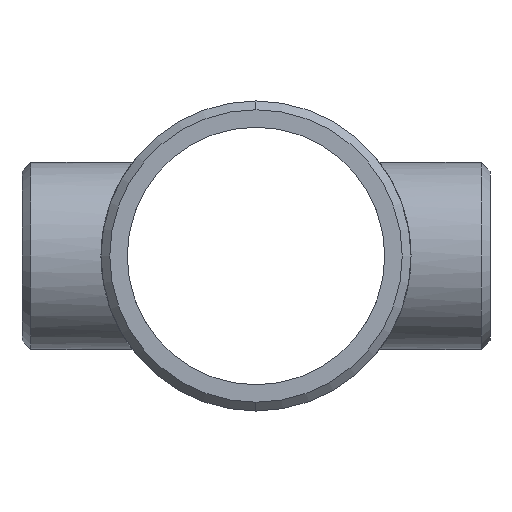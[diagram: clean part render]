
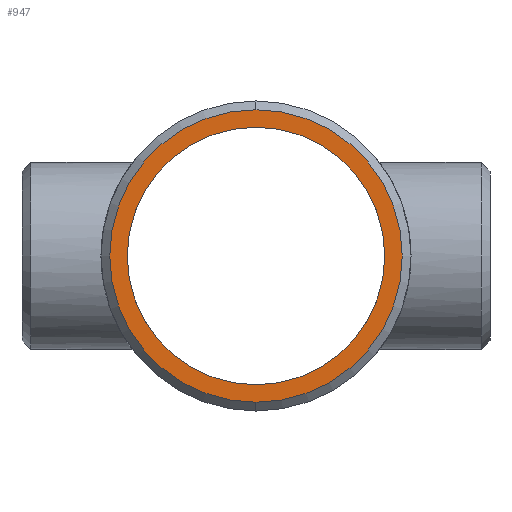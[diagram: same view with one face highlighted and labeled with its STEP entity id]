
A CAD part, left-side view. The second image highlights one B-rep face of the part: STEP entity #947.
In plain terms, the highlighted planar face has unit normal (-1, 0, 0).
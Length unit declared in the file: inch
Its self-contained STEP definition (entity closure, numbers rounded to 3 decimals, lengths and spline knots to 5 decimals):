
#8 = FACE_BOUND ( 'NONE', #535, .T. ) ;
#10 = EDGE_LOOP ( 'NONE', ( #512, #403 ) ) ;
#28 = CARTESIAN_POINT ( 'NONE',  ( -5.62, 0., 0. ) ) ;
#52 = AXIS2_PLACEMENT_3D ( 'NONE', #28, #1134, #614 ) ;
#179 = DIRECTION ( 'NONE',  ( 0., 0., 1. ) ) ;
#240 = VERTEX_POINT ( 'NONE', #749 ) ;
#301 = CARTESIAN_POINT ( 'NONE',  ( -5.62, 0., 3.12517 ) ) ;
#388 = DIRECTION ( 'NONE',  ( -1., 0., 0. ) ) ;
#403 = ORIENTED_EDGE ( 'NONE', *, *, #1217, .T. ) ;
#411 = CARTESIAN_POINT ( 'NONE',  ( -5.62, 0., 2.7505 ) ) ;
#456 = CARTESIAN_POINT ( 'NONE',  ( -5.62, 0., 0. ) ) ;
#474 = CIRCLE ( 'NONE', #808, 2.7505 ) ;
#476 = FACE_OUTER_BOUND ( 'NONE', #10, .T. ) ;
#512 = ORIENTED_EDGE ( 'NONE', *, *, #1146, .T. ) ;
#518 = CIRCLE ( 'NONE', #52, 3.12517 ) ;
#535 = EDGE_LOOP ( 'NONE', ( #1181, #970 ) ) ;
#546 = DIRECTION ( 'NONE',  ( -1., 0., 0. ) ) ;
#599 = AXIS2_PLACEMENT_3D ( 'NONE', #652, #1147, #608 ) ;
#608 = DIRECTION ( 'NONE',  ( 0., 0., 1. ) ) ;
#614 = DIRECTION ( 'NONE',  ( 0., 0., 1. ) ) ;
#645 = AXIS2_PLACEMENT_3D ( 'NONE', #1051, #546, #179 ) ;
#652 = CARTESIAN_POINT ( 'NONE',  ( -5.62, 0., 0. ) ) ;
#669 = DIRECTION ( 'NONE',  ( 0., 0., 1. ) ) ;
#693 = DIRECTION ( 'NONE',  ( 0., 0., -1. ) ) ;
#700 = CARTESIAN_POINT ( 'NONE',  ( -5.62, 0., 0. ) ) ;
#704 = VERTEX_POINT ( 'NONE', #411 ) ;
#749 = CARTESIAN_POINT ( 'NONE',  ( -5.62, 0., -3.12517 ) ) ;
#808 = AXIS2_PLACEMENT_3D ( 'NONE', #456, #1160, #669 ) ;
#868 = EDGE_CURVE ( 'NONE', #891, #704, #474, .T. ) ;
#891 = VERTEX_POINT ( 'NONE', #1143 ) ;
#935 = VERTEX_POINT ( 'NONE', #301 ) ;
#947 = ADVANCED_FACE ( 'NONE', ( #476, #8 ), #991, .T. ) ;
#970 = ORIENTED_EDGE ( 'NONE', *, *, #868, .T. ) ;
#979 = CIRCLE ( 'NONE', #599, 2.7505 ) ;
#991 = PLANE ( 'NONE',  #1258 ) ;
#993 = EDGE_CURVE ( 'NONE', #704, #891, #979, .T. ) ;
#1051 = CARTESIAN_POINT ( 'NONE',  ( -5.62, 0., 0. ) ) ;
#1134 = DIRECTION ( 'NONE',  ( -1., 0., 0. ) ) ;
#1143 = CARTESIAN_POINT ( 'NONE',  ( -5.62, 0., -2.7505 ) ) ;
#1146 = EDGE_CURVE ( 'NONE', #240, #935, #518, .T. ) ;
#1147 = DIRECTION ( 'NONE',  ( 1., 0., 0. ) ) ;
#1160 = DIRECTION ( 'NONE',  ( 1., 0., 0. ) ) ;
#1181 = ORIENTED_EDGE ( 'NONE', *, *, #993, .T. ) ;
#1203 = CIRCLE ( 'NONE', #645, 3.12517 ) ;
#1217 = EDGE_CURVE ( 'NONE', #935, #240, #1203, .T. ) ;
#1258 = AXIS2_PLACEMENT_3D ( 'NONE', #700, #388, #693 ) ;
